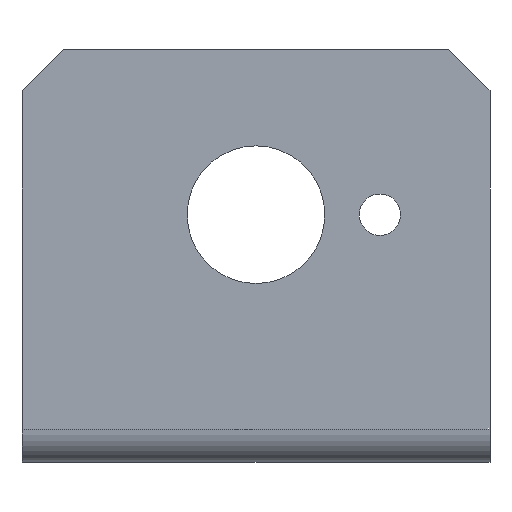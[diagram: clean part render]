
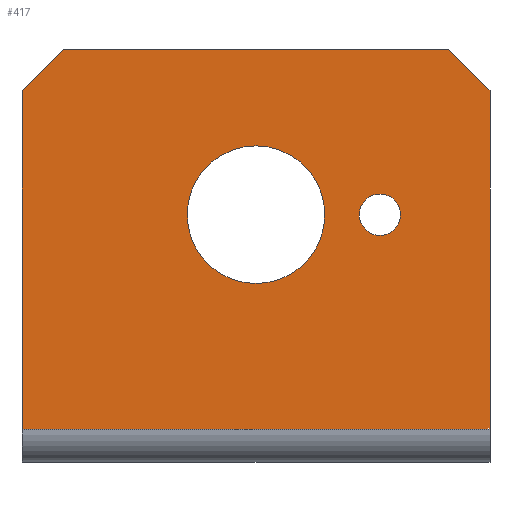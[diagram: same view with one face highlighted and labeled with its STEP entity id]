
A CAD part, front view. The second image highlights one B-rep face of the part: STEP entity #417.
In plain terms, the highlighted planar face has unit normal (0, -1, 0).
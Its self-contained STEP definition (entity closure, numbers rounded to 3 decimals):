
#15=FACE_BOUND('',#68,.T.);
#16=FACE_BOUND('',#69,.T.);
#21=PLANE('',#465);
#43=FACE_OUTER_BOUND('',#67,.T.);
#67=EDGE_LOOP('',(#309,#310,#311,#312,#313,#314));
#68=EDGE_LOOP('',(#315));
#69=EDGE_LOOP('',(#316));
#95=LINE('',#625,#145);
#97=LINE('',#629,#147);
#100=LINE('',#635,#150);
#101=LINE('',#637,#151);
#102=LINE('',#639,#152);
#103=LINE('',#640,#153);
#145=VECTOR('',#509,10.);
#147=VECTOR('',#513,10.);
#150=VECTOR('',#518,10.);
#151=VECTOR('',#519,10.);
#152=VECTOR('',#520,10.);
#153=VECTOR('',#521,10.);
#192=CIRCLE('',#459,1.5);
#194=CIRCLE('',#462,5.);
#200=VERTEX_POINT('',#609);
#202=VERTEX_POINT('',#615);
#205=VERTEX_POINT('',#622);
#206=VERTEX_POINT('',#624);
#207=VERTEX_POINT('',#628);
#209=VERTEX_POINT('',#634);
#210=VERTEX_POINT('',#636);
#211=VERTEX_POINT('',#638);
#237=EDGE_CURVE('',#200,#200,#192,.T.);
#240=EDGE_CURVE('',#202,#202,#194,.T.);
#243=EDGE_CURVE('',#205,#206,#95,.T.);
#245=EDGE_CURVE('',#207,#206,#97,.T.);
#248=EDGE_CURVE('',#205,#209,#100,.T.);
#249=EDGE_CURVE('',#210,#209,#101,.T.);
#250=EDGE_CURVE('',#210,#211,#102,.T.);
#251=EDGE_CURVE('',#211,#207,#103,.T.);
#309=ORIENTED_EDGE('',*,*,#243,.F.);
#310=ORIENTED_EDGE('',*,*,#248,.T.);
#311=ORIENTED_EDGE('',*,*,#249,.F.);
#312=ORIENTED_EDGE('',*,*,#250,.T.);
#313=ORIENTED_EDGE('',*,*,#251,.T.);
#314=ORIENTED_EDGE('',*,*,#245,.T.);
#315=ORIENTED_EDGE('',*,*,#237,.T.);
#316=ORIENTED_EDGE('',*,*,#240,.T.);
#417=ADVANCED_FACE('',(#43,#15,#16),#21,.F.);
#459=AXIS2_PLACEMENT_3D('',#611,#496,#497);
#462=AXIS2_PLACEMENT_3D('',#617,#503,#504);
#465=AXIS2_PLACEMENT_3D('',#633,#516,#517);
#496=DIRECTION('center_axis',(0.,1.,0.));
#497=DIRECTION('ref_axis',(0.,0.,1.));
#503=DIRECTION('center_axis',(0.,1.,0.));
#504=DIRECTION('ref_axis',(0.,0.,1.));
#509=DIRECTION('',(0.707,0.,-0.707));
#513=DIRECTION('',(0.,0.,1.));
#516=DIRECTION('center_axis',(0.,1.,0.));
#517=DIRECTION('ref_axis',(1.,0.,0.));
#518=DIRECTION('',(-1.,0.,0.));
#519=DIRECTION('',(0.707,0.,0.707));
#520=DIRECTION('',(0.,0.,-1.));
#521=DIRECTION('',(1.,0.,0.));
#609=CARTESIAN_POINT('',(9.,0.,1.5));
#611=CARTESIAN_POINT('Origin',(9.,0.,3.));
#615=CARTESIAN_POINT('',(0.,0.,-2.));
#617=CARTESIAN_POINT('Origin',(0.,0.,3.));
#622=CARTESIAN_POINT('',(14.,0.,15.));
#624=CARTESIAN_POINT('',(17.,0.,12.));
#625=CARTESIAN_POINT('',(15.,0.,14.));
#628=CARTESIAN_POINT('',(17.,0.,-12.6));
#629=CARTESIAN_POINT('',(17.,0.,-15.));
#633=CARTESIAN_POINT('Origin',(0.,0.,0.));
#634=CARTESIAN_POINT('',(-14.,0.,15.));
#635=CARTESIAN_POINT('',(17.,0.,15.));
#636=CARTESIAN_POINT('',(-17.,0.,12.));
#637=CARTESIAN_POINT('',(-15.,0.,14.));
#638=CARTESIAN_POINT('',(-17.,0.,-12.6));
#639=CARTESIAN_POINT('',(-17.,0.,15.));
#640=CARTESIAN_POINT('',(8.5,0.,-12.6));
